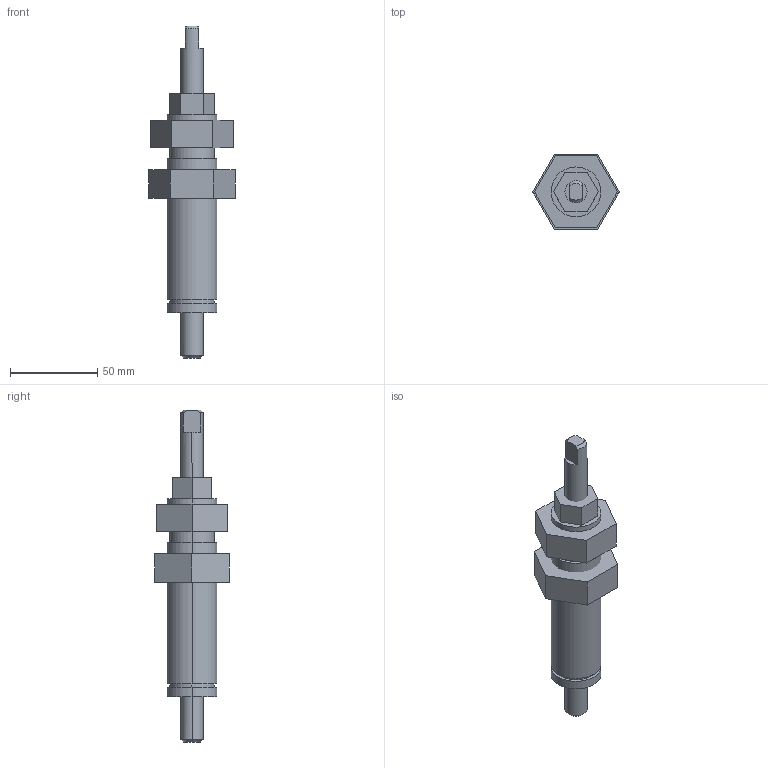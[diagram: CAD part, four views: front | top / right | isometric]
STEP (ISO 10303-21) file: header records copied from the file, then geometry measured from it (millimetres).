
FILE_DESCRIPTION((''),'2;1');
FILE_NAME('LJ1123A.stp','2000-07-03T12:18:54',(''),(''),'AutoCAD STEP 2000','AutoCAD 2000',', , ');
FILE_SCHEMA(('CONFIG_CONTROL_DESIGN'));
Length unit declared in the file: inch
Bounding box: 49.49 x 42.86 x 190.5 mm (x, y, z)
Volume: 112723.2 mm3; surface area: 34314.7 mm2
Topology: 3 solids, 3 shells, 57 faces, 131 edges, 87 vertices
Faces by surface type: plane 35, cylinder 18, cone 4
Entity records: 1721 total; most frequent: DIRECTION 288, CARTESIAN_POINT 284, ORIENTED_EDGE 262, EDGE_CURVE 131, AXIS2_PLACEMENT_3D 103, VERTEX_POINT 87, VECTOR 82, LINE 82
